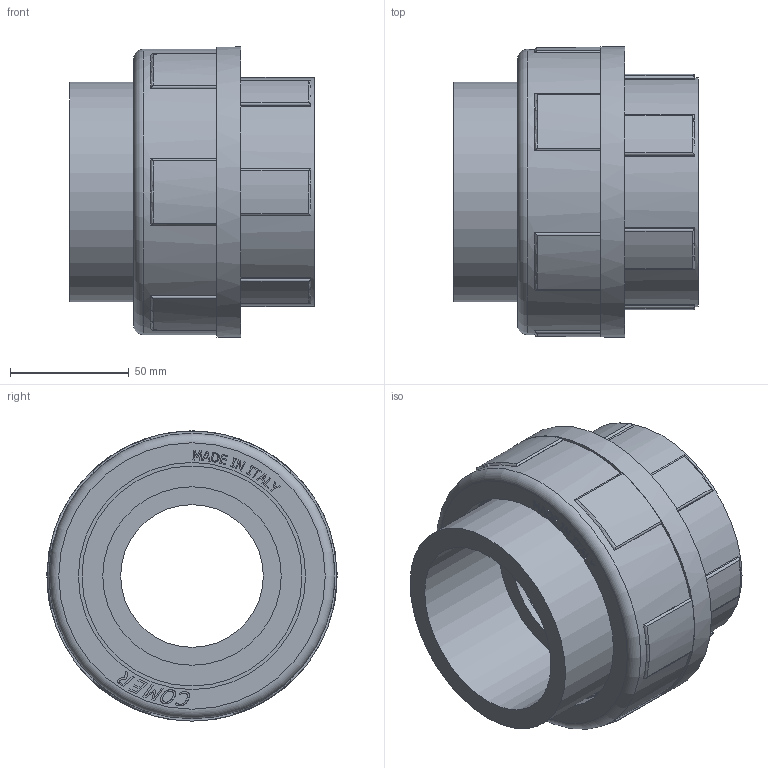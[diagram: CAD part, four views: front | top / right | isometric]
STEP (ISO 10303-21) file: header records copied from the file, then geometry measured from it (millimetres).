
FILE_DESCRIPTION(/* description */ (''),/* implementation_level */ '2;1');
FILE_NAME(/* name */ 'UN82075H.iam.stp',/* time_stamp */ '2017-02-10T10:13:21+01:00',/* author */ ('Eugenio'),/* organization */ (''),/* preprocessor_version */ 'ST-DEVELOPER v16.5',/* originating_system */ 'Autodesk Inventor 2017',/* authorisation */ '');
FILE_SCHEMA (('AUTOMOTIVE_DESIGN { 1 0 10303 214 3 1 1 }'));
Length unit declared in the file: millimetre
Products named in the file (5): UN82075H; UB810750; LAV6312E; NU830750; UE800750
Assembly tree (4 placements, depth 2):
  UN82075H
    UB810750
    LAV6312E
    NU830750
    UE800750
Bounding box: 103 x 122 x 122 mm (x, y, z)
Volume: 483451.1 mm3; surface area: 190236.5 mm2
Topology: 7 solids, 7 shells, 365 faces, 961 edges, 636 vertices
Faces by surface type: plane 232, bspline 63, cylinder 56, torus 14
Full cylindrical faces by diameter (mm): 60 x1, 71.19 x1, 75 x1, 75.19 x2, 78.64 x1, 89.3 x1, 92.5 x1, 95.5 x1, 96.33 x1, 96.5 x1, 97.316 x2, 100.33 x2, 120 x1, 122 x1
Entity records: 30187 total; most frequent: CARTESIAN_POINT 21479, ORIENTED_EDGE 1880, DIRECTION 1545, EDGE_CURVE 940, VERTEX_POINT 633, LINE 615, VECTOR 615, AXIS2_PLACEMENT_3D 465
